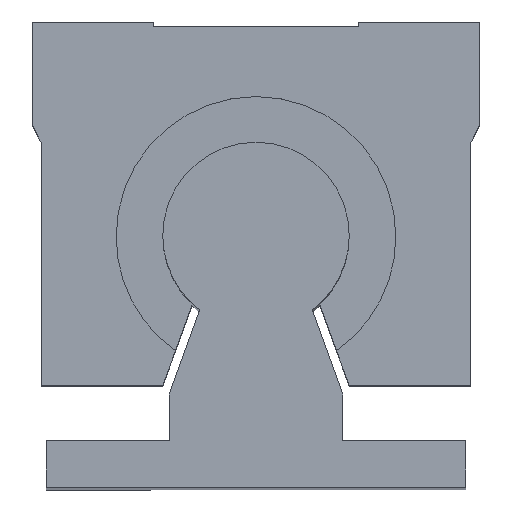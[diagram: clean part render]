
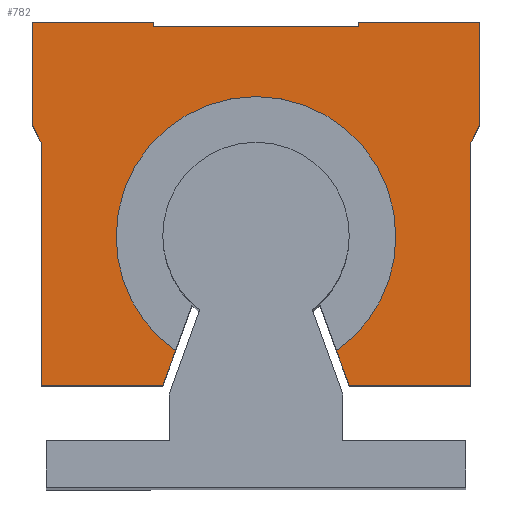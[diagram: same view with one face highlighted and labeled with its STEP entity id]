
A CAD part, top view. The second image highlights one B-rep face of the part: STEP entity #782.
In plain terms, the highlighted planar face has unit normal (0, 0, 1).
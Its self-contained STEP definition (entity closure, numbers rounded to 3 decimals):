
#25 = VERTEX_POINT ( 'NONE', #5006 ) ;
#175 = DIRECTION ( 'NONE',  ( 0.447, -0.894, 0. ) ) ;
#190 = DIRECTION ( 'NONE',  ( 0.342, 0.94, 0. ) ) ;
#192 = LINE ( 'NONE', #1642, #15355 ) ;
#281 = DIRECTION ( 'NONE',  ( 0., 0., -1. ) ) ;
#301 = ORIENTED_EDGE ( 'NONE', *, *, #15016, .T. ) ;
#329 = DIRECTION ( 'NONE',  ( 0.342, -0.94, 0. ) ) ;
#343 = AXIS2_PLACEMENT_3D ( 'NONE', #436, #281, #8874 ) ;
#379 = ORIENTED_EDGE ( 'NONE', *, *, #3046, .T. ) ;
#436 = CARTESIAN_POINT ( 'NONE',  ( 0., -22.5, 25. ) ) ;
#451 = CARTESIAN_POINT ( 'NONE',  ( 11., 0., 25. ) ) ;
#569 = DIRECTION ( 'NONE',  ( -1., 0., 0. ) ) ;
#782 = ADVANCED_FACE ( 'NONE', ( #6535 ), #8778, .F. ) ;
#1068 = AXIS2_PLACEMENT_3D ( 'NONE', #14967, #11420, #3977 ) ;
#1103 = LINE ( 'NONE', #13536, #11544 ) ;
#1203 = CARTESIAN_POINT ( 'NONE',  ( 11., 0., 25. ) ) ;
#1302 = VERTEX_POINT ( 'NONE', #12414 ) ;
#1539 = VECTOR ( 'NONE', #3020, 1000. ) ;
#1596 = VERTEX_POINT ( 'NONE', #3176 ) ;
#1635 = VECTOR ( 'NONE', #9749, 1000. ) ;
#1642 = CARTESIAN_POINT ( 'NONE',  ( -24., 0.5, 25. ) ) ;
#1651 = ORIENTED_EDGE ( 'NONE', *, *, #14391, .T. ) ;
#1763 = DIRECTION ( 'NONE',  ( 1., 0., 0. ) ) ;
#1886 = CARTESIAN_POINT ( 'NONE',  ( -11., 0.5, 25. ) ) ;
#2088 = ORIENTED_EDGE ( 'NONE', *, *, #5585, .T. ) ;
#2167 = VERTEX_POINT ( 'NONE', #6666 ) ;
#2298 = EDGE_CURVE ( 'NONE', #10899, #1596, #13215, .T. ) ;
#2359 = CARTESIAN_POINT ( 'NONE',  ( 23., -12.5, 25. ) ) ;
#2648 = CIRCLE ( 'NONE', #343, 15. ) ;
#2952 = DIRECTION ( 'NONE',  ( -1., 0., 0. ) ) ;
#3020 = DIRECTION ( 'NONE',  ( -1., 0., 0. ) ) ;
#3046 = EDGE_CURVE ( 'NONE', #1302, #12419, #4533, .T. ) ;
#3091 = ORIENTED_EDGE ( 'NONE', *, *, #13975, .T. ) ;
#3176 = CARTESIAN_POINT ( 'NONE',  ( -15., -22.5, 25. ) ) ;
#3540 = EDGE_CURVE ( 'NONE', #12419, #13771, #5518, .T. ) ;
#3639 = LINE ( 'NONE', #2359, #8736 ) ;
#3757 = VERTEX_POINT ( 'NONE', #15515 ) ;
#3977 = DIRECTION ( 'NONE',  ( -1., 0., 0. ) ) ;
#4023 = EDGE_CURVE ( 'NONE', #10230, #15438, #5002, .T. ) ;
#4293 = VECTOR ( 'NONE', #9411, 1000. ) ;
#4379 = CARTESIAN_POINT ( 'NONE',  ( -24., 0.5, 25. ) ) ;
#4533 = LINE ( 'NONE', #8365, #4293 ) ;
#4566 = DIRECTION ( 'NONE',  ( 0., -1., 0. ) ) ;
#4792 = ORIENTED_EDGE ( 'NONE', *, *, #6965, .T. ) ;
#4958 = DIRECTION ( 'NONE',  ( 1., 0., 0. ) ) ;
#5002 = LINE ( 'NONE', #9949, #9474 ) ;
#5006 = CARTESIAN_POINT ( 'NONE',  ( 15., -22.5, 25. ) ) ;
#5027 = ORIENTED_EDGE ( 'NONE', *, *, #2298, .T. ) ;
#5076 = CARTESIAN_POINT ( 'NONE',  ( 10., -38.5, 25. ) ) ;
#5177 = CIRCLE ( 'NONE', #14911, 15. ) ;
#5261 = VERTEX_POINT ( 'NONE', #10178 ) ;
#5330 = VECTOR ( 'NONE', #2952, 1000. ) ;
#5518 = LINE ( 'NONE', #6634, #5330 ) ;
#5556 = CARTESIAN_POINT ( 'NONE',  ( 11., 0.5, 25. ) ) ;
#5585 = EDGE_CURVE ( 'NONE', #14086, #1302, #12976, .T. ) ;
#5727 = CARTESIAN_POINT ( 'NONE',  ( 23., -38.5, 25. ) ) ;
#5751 = ORIENTED_EDGE ( 'NONE', *, *, #8787, .T. ) ;
#5815 = CARTESIAN_POINT ( 'NONE',  ( 24., -10.5, 25. ) ) ;
#5871 = VERTEX_POINT ( 'NONE', #5815 ) ;
#5917 = ORIENTED_EDGE ( 'NONE', *, *, #6847, .T. ) ;
#6084 = ORIENTED_EDGE ( 'NONE', *, *, #10521, .T. ) ;
#6289 = DIRECTION ( 'NONE',  ( 0., 1., 0. ) ) ;
#6299 = EDGE_CURVE ( 'NONE', #13771, #10230, #192, .T. ) ;
#6535 = FACE_OUTER_BOUND ( 'NONE', #7016, .T. ) ;
#6625 = VERTEX_POINT ( 'NONE', #13404 ) ;
#6634 = CARTESIAN_POINT ( 'NONE',  ( -11., 0.5, 25. ) ) ;
#6666 = CARTESIAN_POINT ( 'NONE',  ( 24., 0.5, 25. ) ) ;
#6681 = VECTOR ( 'NONE', #329, 1000. ) ;
#6847 = EDGE_CURVE ( 'NONE', #1596, #25, #5177, .T. ) ;
#6965 = EDGE_CURVE ( 'NONE', #15438, #9001, #13233, .T. ) ;
#7016 = EDGE_LOOP ( 'NONE', ( #14416, #5027, #5917, #10271, #1651, #15707, #14237, #6084, #3091, #14356, #5751, #2088, #379, #8187, #7255, #9089, #4792, #301 ) ) ;
#7120 = CARTESIAN_POINT ( 'NONE',  ( -23., -12.5, 25. ) ) ;
#7255 = ORIENTED_EDGE ( 'NONE', *, *, #6299, .T. ) ;
#7384 = CARTESIAN_POINT ( 'NONE',  ( 0., -22.5, 25. ) ) ;
#7430 = CARTESIAN_POINT ( 'NONE',  ( 24., -10.5, 25. ) ) ;
#7491 = CARTESIAN_POINT ( 'NONE',  ( -10., -38.5, 25. ) ) ;
#7621 = CARTESIAN_POINT ( 'NONE',  ( -23., -38.5, 25. ) ) ;
#7650 = DIRECTION ( 'NONE',  ( 0., -1., 0. ) ) ;
#7731 = VECTOR ( 'NONE', #190, 1000. ) ;
#8187 = ORIENTED_EDGE ( 'NONE', *, *, #3540, .T. ) ;
#8365 = CARTESIAN_POINT ( 'NONE',  ( -11., 0., 25. ) ) ;
#8688 = LINE ( 'NONE', #13591, #15686 ) ;
#8736 = VECTOR ( 'NONE', #6289, 1000. ) ;
#8778 = PLANE ( 'NONE',  #1068 ) ;
#8787 = EDGE_CURVE ( 'NONE', #11766, #14086, #14366, .T. ) ;
#8859 = CARTESIAN_POINT ( 'NONE',  ( 10., -38.5, 25. ) ) ;
#8874 = DIRECTION ( 'NONE',  ( -1., 0., 0. ) ) ;
#8933 = DIRECTION ( 'NONE',  ( 0., 1., 0. ) ) ;
#9001 = VERTEX_POINT ( 'NONE', #11101 ) ;
#9089 = ORIENTED_EDGE ( 'NONE', *, *, #4023, .T. ) ;
#9278 = VERTEX_POINT ( 'NONE', #5727 ) ;
#9411 = DIRECTION ( 'NONE',  ( 0., 1., 0. ) ) ;
#9474 = VECTOR ( 'NONE', #175, 1000. ) ;
#9749 = DIRECTION ( 'NONE',  ( 0.447, 0.894, 0. ) ) ;
#9949 = CARTESIAN_POINT ( 'NONE',  ( -24., -10.5, 25. ) ) ;
#9995 = EDGE_CURVE ( 'NONE', #25, #6625, #2648, .T. ) ;
#10178 = CARTESIAN_POINT ( 'NONE',  ( -10., -38.5, 25. ) ) ;
#10204 = CARTESIAN_POINT ( 'NONE',  ( 11., 0., 25. ) ) ;
#10230 = VERTEX_POINT ( 'NONE', #14959 ) ;
#10271 = ORIENTED_EDGE ( 'NONE', *, *, #9995, .T. ) ;
#10355 = CARTESIAN_POINT ( 'NONE',  ( -8.64, -34.762, 25. ) ) ;
#10517 = VECTOR ( 'NONE', #1763, 1000. ) ;
#10521 = EDGE_CURVE ( 'NONE', #3757, #5871, #12245, .T. ) ;
#10899 = VERTEX_POINT ( 'NONE', #10355 ) ;
#11061 = DIRECTION ( 'NONE',  ( 0., 0., -1. ) ) ;
#11101 = CARTESIAN_POINT ( 'NONE',  ( -23., -38.5, 25. ) ) ;
#11302 = DIRECTION ( 'NONE',  ( -1., 0., 0. ) ) ;
#11420 = DIRECTION ( 'NONE',  ( 0., 0., -1. ) ) ;
#11544 = VECTOR ( 'NONE', #4958, 1000. ) ;
#11565 = LINE ( 'NONE', #15194, #14688 ) ;
#11766 = VERTEX_POINT ( 'NONE', #5556 ) ;
#11881 = DIRECTION ( 'NONE',  ( 0., -1., 0. ) ) ;
#12171 = CARTESIAN_POINT ( 'NONE',  ( -23., -12.5, 25. ) ) ;
#12245 = LINE ( 'NONE', #7430, #1635 ) ;
#12275 = DIRECTION ( 'NONE',  ( 0., 0., -1. ) ) ;
#12414 = CARTESIAN_POINT ( 'NONE',  ( -11., 0., 25. ) ) ;
#12419 = VERTEX_POINT ( 'NONE', #1886 ) ;
#12516 = CARTESIAN_POINT ( 'NONE',  ( 0., -22.5, 25. ) ) ;
#12592 = VECTOR ( 'NONE', #11881, 1000. ) ;
#12828 = EDGE_CURVE ( 'NONE', #2167, #11766, #11565, .T. ) ;
#12976 = LINE ( 'NONE', #451, #1539 ) ;
#13215 = CIRCLE ( 'NONE', #13731, 15. ) ;
#13233 = LINE ( 'NONE', #12171, #15173 ) ;
#13404 = CARTESIAN_POINT ( 'NONE',  ( 8.64, -34.762, 25. ) ) ;
#13409 = DIRECTION ( 'NONE',  ( -1., 0., 0. ) ) ;
#13536 = CARTESIAN_POINT ( 'NONE',  ( 23., -38.5, 25. ) ) ;
#13591 = CARTESIAN_POINT ( 'NONE',  ( 24., 0.5, 25. ) ) ;
#13610 = EDGE_CURVE ( 'NONE', #14069, #9278, #1103, .T. ) ;
#13731 = AXIS2_PLACEMENT_3D ( 'NONE', #7384, #12275, #13409 ) ;
#13771 = VERTEX_POINT ( 'NONE', #4379 ) ;
#13811 = LINE ( 'NONE', #7621, #10517 ) ;
#13900 = LINE ( 'NONE', #5076, #6681 ) ;
#13975 = EDGE_CURVE ( 'NONE', #5871, #2167, #8688, .T. ) ;
#14006 = EDGE_CURVE ( 'NONE', #5261, #10899, #15117, .T. ) ;
#14069 = VERTEX_POINT ( 'NONE', #8859 ) ;
#14086 = VERTEX_POINT ( 'NONE', #10204 ) ;
#14237 = ORIENTED_EDGE ( 'NONE', *, *, #14607, .T. ) ;
#14356 = ORIENTED_EDGE ( 'NONE', *, *, #12828, .T. ) ;
#14366 = LINE ( 'NONE', #1203, #12592 ) ;
#14391 = EDGE_CURVE ( 'NONE', #6625, #14069, #13900, .T. ) ;
#14416 = ORIENTED_EDGE ( 'NONE', *, *, #14006, .T. ) ;
#14607 = EDGE_CURVE ( 'NONE', #9278, #3757, #3639, .T. ) ;
#14688 = VECTOR ( 'NONE', #569, 1000. ) ;
#14911 = AXIS2_PLACEMENT_3D ( 'NONE', #12516, #11061, #11302 ) ;
#14959 = CARTESIAN_POINT ( 'NONE',  ( -24., -10.5, 25. ) ) ;
#14967 = CARTESIAN_POINT ( 'NONE',  ( 0., -22.5, 25. ) ) ;
#15016 = EDGE_CURVE ( 'NONE', #9001, #5261, #13811, .T. ) ;
#15117 = LINE ( 'NONE', #7491, #7731 ) ;
#15173 = VECTOR ( 'NONE', #4566, 1000. ) ;
#15194 = CARTESIAN_POINT ( 'NONE',  ( 11., 0.5, 25. ) ) ;
#15355 = VECTOR ( 'NONE', #7650, 1000. ) ;
#15438 = VERTEX_POINT ( 'NONE', #7120 ) ;
#15515 = CARTESIAN_POINT ( 'NONE',  ( 23., -12.5, 25. ) ) ;
#15686 = VECTOR ( 'NONE', #8933, 1000. ) ;
#15707 = ORIENTED_EDGE ( 'NONE', *, *, #13610, .T. ) ;
